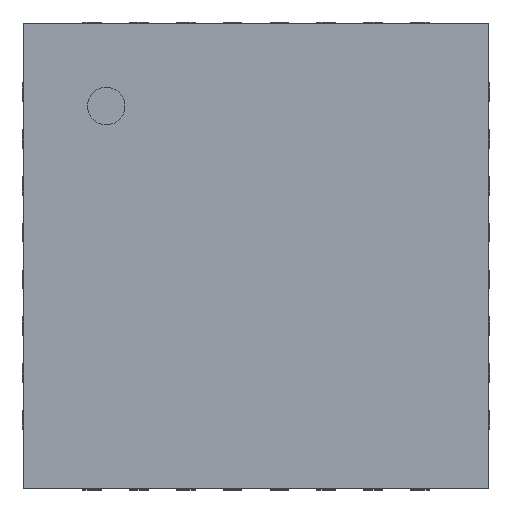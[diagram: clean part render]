
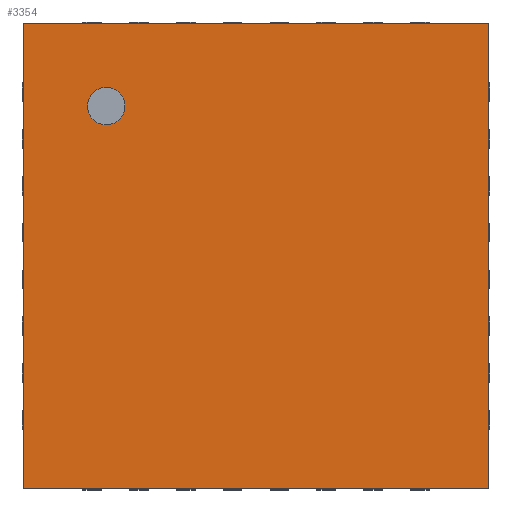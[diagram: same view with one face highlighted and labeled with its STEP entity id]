
A CAD part, top view. The second image highlights one B-rep face of the part: STEP entity #3354.
In plain terms, the highlighted planar face has unit normal (0, 0, 1).
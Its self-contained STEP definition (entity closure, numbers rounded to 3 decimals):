
#13=DIRECTION('',(0.,0.,1.));
#117=DIRECTION('',(0.,0.,-1.));
#148=VECTOR('',#149,1.);
#149=DIRECTION('',(1.,0.,0.));
#155=VECTOR('',#156,1.);
#156=DIRECTION('',(0.,-1.,0.));
#877=ORIENTED_EDGE('',*,*,#878,.F.);
#878=EDGE_CURVE('',#879,#881,#883,.T.);
#879=VERTEX_POINT('',#880);
#880=CARTESIAN_POINT('',(-2.485,2.485,0.78));
#881=VERTEX_POINT('',#882);
#882=CARTESIAN_POINT('',(2.485,2.485,0.78));
#883=LINE('',#880,#148);
#1032=ORIENTED_EDGE('',*,*,#1033,.T.);
#1033=EDGE_CURVE('',#879,#1034,#1036,.T.);
#1034=VERTEX_POINT('',#1035);
#1035=CARTESIAN_POINT('',(-2.485,-2.485,0.78));
#1036=LINE('',#880,#155);
#2116=EDGE_CURVE('',#881,#2117,#2119,.T.);
#2117=VERTEX_POINT('',#2118);
#2118=CARTESIAN_POINT('',(2.485,-2.485,0.78));
#2119=LINE('',#882,#155);
#2257=EDGE_CURVE('',#1034,#2117,#2258,.T.);
#2258=LINE('',#1035,#148);
#3354=ADVANCED_FACE('',(#3355,#3359),#3368,.T.);
#3355=FACE_BOUND('',#3356,.T.);
#3356=EDGE_LOOP('',(#877,#1032,#3357,#3358));
#3357=ORIENTED_EDGE('',*,*,#2257,.T.);
#3358=ORIENTED_EDGE('',*,*,#2116,.F.);
#3359=FACE_BOUND('',#3360,.T.);
#3360=EDGE_LOOP('',(#3361));
#3361=ORIENTED_EDGE('',*,*,#3362,.T.);
#3362=EDGE_CURVE('',#3363,#3363,#3365,.T.);
#3363=VERTEX_POINT('',#3364);
#3364=CARTESIAN_POINT('',(-1.6,1.4,0.78));
#3365=CIRCLE('',#3366,0.2);
#3366=AXIS2_PLACEMENT_3D('',#3367,#117,#156);
#3367=CARTESIAN_POINT('',(-1.6,1.6,0.78));
#3368=PLANE('',#3369);
#3369=AXIS2_PLACEMENT_3D('',#880,#13,#156);
